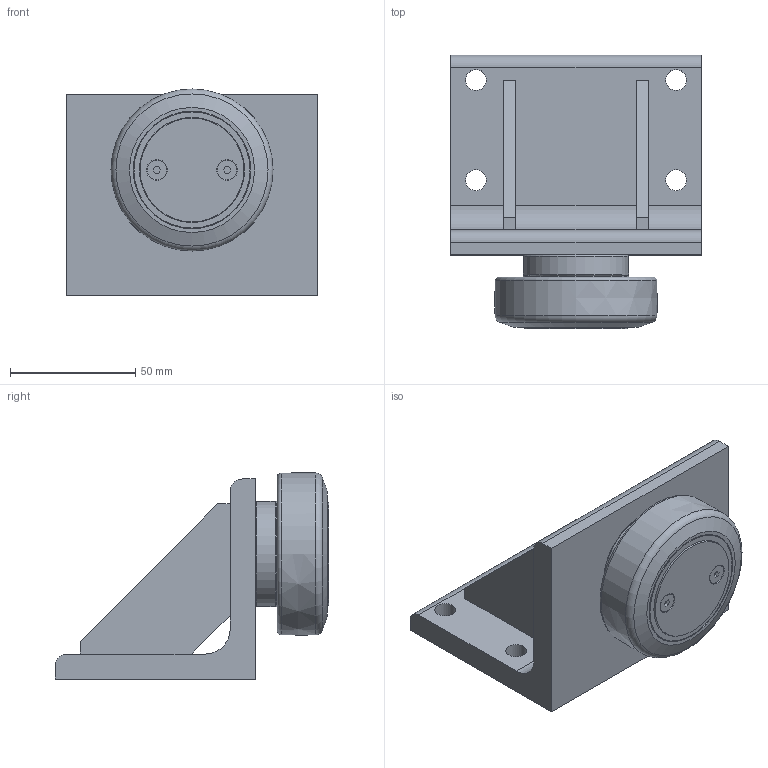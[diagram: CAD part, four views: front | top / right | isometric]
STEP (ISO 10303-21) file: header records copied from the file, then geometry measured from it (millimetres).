
FILE_DESCRIPTION(/* description */ ('-','CAx-IF Rec.Pracs.---Representation and Presentation of Product Manufacturing Information (PMI)---4.0---2014-10-13'),/* implementation_level */ '2;1');
FILE_NAME(/* name */ '73a88d31-6cf1-47c1-959b-7c00259d2fb4.stp',/* time_stamp */ '2020-04-01T16:14:05+02:00',/* author */ ('-'),/* organization */ ('NTI CADcenter A/S'),/* preprocessor_version */ 'ST-DEVELOPER v18',/* originating_system */ 'Autodesk Inventor 2020',/* authorisation */ '-');
FILE_SCHEMA (('AP242_MANAGED_MODEL_BASED_3D_ENGINEERING_MIM_LF { 1 0 10303 442 1 1 4 }'));
Length unit declared in the file: millimetre
Products named in the file (1): PT 060.0460 BW1200_Kontur
Bounding box: 100 x 109.5 x 82.4 mm (x, y, z)
Volume: 239985.6 mm3; surface area: 65138 mm2
Topology: 1 solids, 1 shells, 313 faces, 921 edges, 550 vertices
Faces by surface type: plane 195, cylinder 104, cone 7, torus 6, bspline 1
Full cylindrical faces by diameter (mm): 3 x2, 4 x1, 4.917 x1, 7.8 x2, 8.3 x2, 8.376 x4, 38 x1, 41.5 x1, 42 x2, 42.1 x3, 42.971 x2, 45 x1, 45.5 x1, 47 x4
Entity records: 11251 total; most frequent: DIRECTION 2226, CARTESIAN_POINT 2047, ORIENTED_EDGE 1908, AXIS2_PLACEMENT_3D 976, EDGE_CURVE 954, CIRCLE 663, VERTEX_POINT 550, EDGE_LOOP 346
